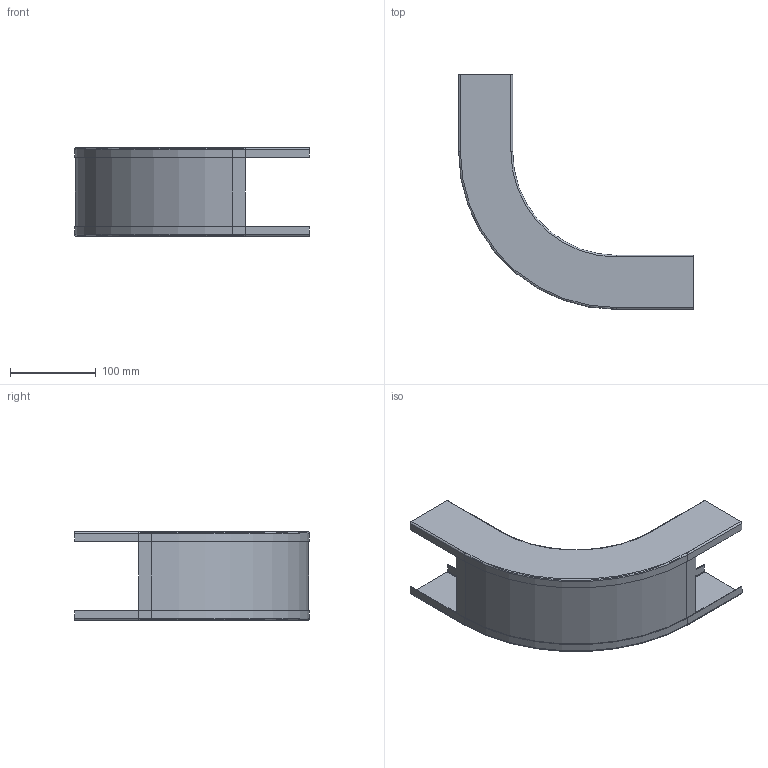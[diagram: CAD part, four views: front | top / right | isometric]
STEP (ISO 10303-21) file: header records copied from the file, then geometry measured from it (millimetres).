
FILE_DESCRIPTION (( 'STEP AP214' ), '1' );
FILE_NAME ('7007105.stp', '2016-09-30T06:18:33', ( '' ), ( '' ), 'SwSTEP 2.0', 'SolidWorks 2016', '' );
FILE_SCHEMA (( 'AUTOMOTIVE_DESIGN' ));
Length unit declared in the file: millimetre
Products named in the file (3): 002197_B=101; 002192_Standard; 7007105
Assembly tree (3 placements, depth 2):
  7007105
    002192_Standard  x2
    002197_B=101
Bounding box: 273.75 x 273.75 x 103 mm (x, y, z)
Volume: 100444.1 mm3; surface area: 203726.3 mm2
Topology: 3 solids, 3 shells, 98 faces, 204 edges, 112 vertices
Faces by surface type: plane 64, cylinder 26, torus 8
Entity records: 1550 total; most frequent: DIRECTION 272, CARTESIAN_POINT 242, ORIENTED_EDGE 232, EDGE_CURVE 116, AXIS2_PLACEMENT_3D 94, LINE 84, VECTOR 84, VERTEX_POINT 64
